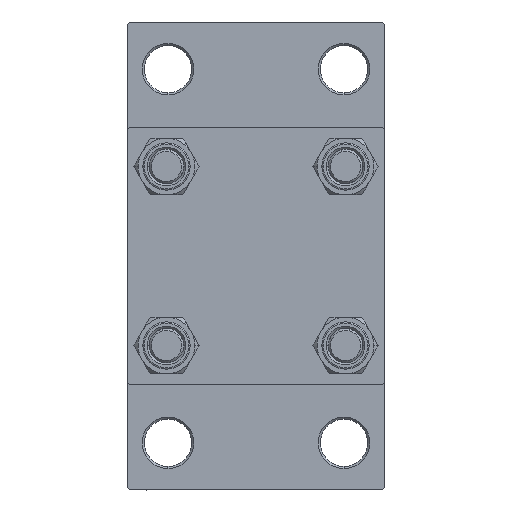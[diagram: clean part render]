
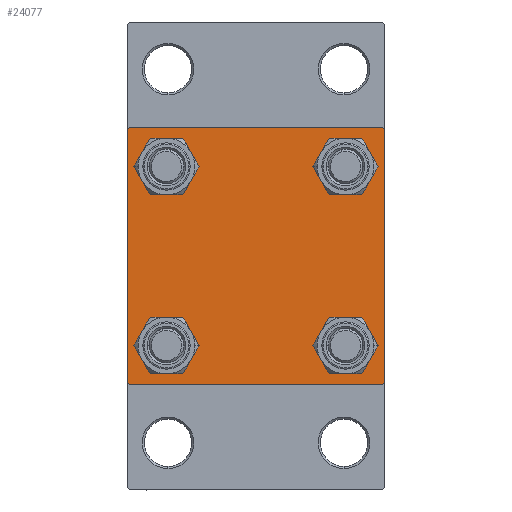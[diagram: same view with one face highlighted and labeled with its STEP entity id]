
A CAD part, left-side view. The second image highlights one B-rep face of the part: STEP entity #24077.
In plain terms, the highlighted planar face has unit normal (-1, 0, 0).
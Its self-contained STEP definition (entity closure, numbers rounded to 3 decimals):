
#791 = CARTESIAN_POINT ( 'NONE',  ( 0., -30., 29.5 ) ) ;
#2116 = FACE_BOUND ( 'NONE', #12589, .T. ) ;
#2265 = VERTEX_POINT ( 'NONE', #31009 ) ;
#2739 = CARTESIAN_POINT ( 'NONE',  ( 0., -29.75, -29.75 ) ) ;
#3314 = CARTESIAN_POINT ( 'NONE',  ( 0., -20.85, 20.85 ) ) ;
#3444 = CIRCLE ( 'NONE', #18720, 4.5 ) ;
#3460 = VERTEX_POINT ( 'NONE', #42443 ) ;
#3965 = CARTESIAN_POINT ( 'NONE',  ( 0., 29.75, 29.75 ) ) ;
#4051 = EDGE_LOOP ( 'NONE', ( #4161, #13234 ) ) ;
#4161 = ORIENTED_EDGE ( 'NONE', *, *, #12864, .T. ) ;
#4185 = CARTESIAN_POINT ( 'NONE',  ( 0., -20.85, -16.35 ) ) ;
#4251 = LINE ( 'NONE', #33406, #30294 ) ;
#5616 = EDGE_CURVE ( 'NONE', #15385, #31555, #14376, .T. ) ;
#5699 = FACE_BOUND ( 'NONE', #31044, .T. ) ;
#6887 = AXIS2_PLACEMENT_3D ( 'NONE', #16345, #20170, #13468 ) ;
#7057 = EDGE_CURVE ( 'NONE', #26156, #14781, #21432, .T. ) ;
#7194 = CARTESIAN_POINT ( 'NONE',  ( 0., 29.5, 30. ) ) ;
#7985 = AXIS2_PLACEMENT_3D ( 'NONE', #31692, #39113, #20942 ) ;
#8145 = PLANE ( 'NONE',  #31137 ) ;
#8565 = EDGE_LOOP ( 'NONE', ( #29030, #10646, #21338, #38111, #33662, #44987, #46584, #9451 ) ) ;
#9451 = ORIENTED_EDGE ( 'NONE', *, *, #36251, .T. ) ;
#9663 = DIRECTION ( 'NONE',  ( 0., -0.707, -0.707 ) ) ;
#9914 = VECTOR ( 'NONE', #43575, 1000. ) ;
#10646 = ORIENTED_EDGE ( 'NONE', *, *, #13374, .T. ) ;
#10839 = DIRECTION ( 'NONE',  ( 0., 0., 1. ) ) ;
#11064 = VECTOR ( 'NONE', #22436, 1000. ) ;
#11633 = EDGE_CURVE ( 'NONE', #13691, #14781, #43303, .T. ) ;
#11816 = VECTOR ( 'NONE', #9663, 1000. ) ;
#12331 = AXIS2_PLACEMENT_3D ( 'NONE', #21962, #40124, #43691 ) ;
#12543 = VECTOR ( 'NONE', #14138, 1000. ) ;
#12589 = EDGE_LOOP ( 'NONE', ( #39506, #39267 ) ) ;
#12864 = EDGE_CURVE ( 'NONE', #40205, #44012, #41566, .T. ) ;
#12869 = CARTESIAN_POINT ( 'NONE',  ( 0., 0., 0. ) ) ;
#13165 = VERTEX_POINT ( 'NONE', #18992 ) ;
#13234 = ORIENTED_EDGE ( 'NONE', *, *, #32998, .T. ) ;
#13374 = EDGE_CURVE ( 'NONE', #13165, #2265, #45969, .T. ) ;
#13468 = DIRECTION ( 'NONE',  ( 0., 0., 1. ) ) ;
#13691 = VERTEX_POINT ( 'NONE', #791 ) ;
#13944 = EDGE_CURVE ( 'NONE', #37663, #13165, #40614, .T. ) ;
#14055 = DIRECTION ( 'NONE',  ( 0., 0., 1. ) ) ;
#14138 = DIRECTION ( 'NONE',  ( 0., 0.707, 0.707 ) ) ;
#14376 = CIRCLE ( 'NONE', #18167, 4.5 ) ;
#14709 = DIRECTION ( 'NONE',  ( 0., 0.707, -0.707 ) ) ;
#14781 = VERTEX_POINT ( 'NONE', #33196 ) ;
#15385 = VERTEX_POINT ( 'NONE', #22990 ) ;
#15845 = CARTESIAN_POINT ( 'NONE',  ( 0., 30., 29.5 ) ) ;
#15973 = AXIS2_PLACEMENT_3D ( 'NONE', #37099, #40235, #10839 ) ;
#16079 = EDGE_CURVE ( 'NONE', #31555, #15385, #28595, .T. ) ;
#16345 = CARTESIAN_POINT ( 'NONE',  ( 0., 20.85, -20.85 ) ) ;
#16587 = ORIENTED_EDGE ( 'NONE', *, *, #35559, .T. ) ;
#17107 = VERTEX_POINT ( 'NONE', #19073 ) ;
#17398 = VECTOR ( 'NONE', #21572, 1000. ) ;
#17595 = CARTESIAN_POINT ( 'NONE',  ( 0., -20.85, 25.35 ) ) ;
#17881 = DIRECTION ( 'NONE',  ( 1., 0., 0. ) ) ;
#18167 = AXIS2_PLACEMENT_3D ( 'NONE', #3314, #17881, #14055 ) ;
#18366 = DIRECTION ( 'NONE',  ( 0., 0., -1. ) ) ;
#18720 = AXIS2_PLACEMENT_3D ( 'NONE', #20912, #28317, #24511 ) ;
#18992 = CARTESIAN_POINT ( 'NONE',  ( 0., 30., -29.5 ) ) ;
#19073 = CARTESIAN_POINT ( 'NONE',  ( 0., -30., -29.5 ) ) ;
#20170 = DIRECTION ( 'NONE',  ( 1., 0., 0. ) ) ;
#20528 = CARTESIAN_POINT ( 'NONE',  ( 0., -20.85, -20.85 ) ) ;
#20912 = CARTESIAN_POINT ( 'NONE',  ( 0., -20.85, -20.85 ) ) ;
#20942 = DIRECTION ( 'NONE',  ( 0., 0., 1. ) ) ;
#21146 = LINE ( 'NONE', #2739, #9914 ) ;
#21338 = ORIENTED_EDGE ( 'NONE', *, *, #24767, .T. ) ;
#21432 = LINE ( 'NONE', #28581, #29662 ) ;
#21572 = DIRECTION ( 'NONE',  ( 0., -1., 0. ) ) ;
#21962 = CARTESIAN_POINT ( 'NONE',  ( 0., 20.85, 20.85 ) ) ;
#22216 = CARTESIAN_POINT ( 'NONE',  ( 0., 30., 30. ) ) ;
#22363 = LINE ( 'NONE', #3965, #27621 ) ;
#22436 = DIRECTION ( 'NONE',  ( 0., 0., -1. ) ) ;
#22990 = CARTESIAN_POINT ( 'NONE',  ( 0., -20.85, 16.35 ) ) ;
#23209 = EDGE_CURVE ( 'NONE', #13691, #17107, #4251, .T. ) ;
#24077 = ADVANCED_FACE ( 'NONE', ( #5699, #2116, #40655, #37296, #31023 ), #8145, .T. ) ;
#24465 = VERTEX_POINT ( 'NONE', #24523 ) ;
#24511 = DIRECTION ( 'NONE',  ( 0., 0., 1. ) ) ;
#24523 = CARTESIAN_POINT ( 'NONE',  ( 0., 20.85, 16.35 ) ) ;
#24702 = CARTESIAN_POINT ( 'NONE',  ( 0., 29.75, -29.75 ) ) ;
#24767 = EDGE_CURVE ( 'NONE', #2265, #42726, #30083, .T. ) ;
#24922 = EDGE_CURVE ( 'NONE', #33304, #40252, #34977, .T. ) ;
#26044 = CARTESIAN_POINT ( 'NONE',  ( 0., -20.85, -25.35 ) ) ;
#26156 = VERTEX_POINT ( 'NONE', #7194 ) ;
#27337 = ORIENTED_EDGE ( 'NONE', *, *, #5616, .T. ) ;
#27621 = VECTOR ( 'NONE', #14709, 1000. ) ;
#27624 = CARTESIAN_POINT ( 'NONE',  ( 0., -29.5, -30. ) ) ;
#28164 = CARTESIAN_POINT ( 'NONE',  ( 0., 20.85, -20.85 ) ) ;
#28176 = EDGE_CURVE ( 'NONE', #42726, #17107, #21146, .T. ) ;
#28317 = DIRECTION ( 'NONE',  ( 1., 0., 0. ) ) ;
#28581 = CARTESIAN_POINT ( 'NONE',  ( 0., 30., 30. ) ) ;
#28595 = CIRCLE ( 'NONE', #7985, 4.5 ) ;
#28822 = DIRECTION ( 'NONE',  ( 0., -1., 0. ) ) ;
#29030 = ORIENTED_EDGE ( 'NONE', *, *, #13944, .T. ) ;
#29662 = VECTOR ( 'NONE', #28822, 1000. ) ;
#29745 = CIRCLE ( 'NONE', #6887, 4.5 ) ;
#30083 = LINE ( 'NONE', #44411, #17398 ) ;
#30294 = VECTOR ( 'NONE', #18366, 1000. ) ;
#31009 = CARTESIAN_POINT ( 'NONE',  ( 0., 29.5, -30. ) ) ;
#31023 = FACE_OUTER_BOUND ( 'NONE', #8565, .T. ) ;
#31044 = EDGE_LOOP ( 'NONE', ( #31083, #27337 ) ) ;
#31083 = ORIENTED_EDGE ( 'NONE', *, *, #16079, .T. ) ;
#31137 = AXIS2_PLACEMENT_3D ( 'NONE', #12869, #33471, #31262 ) ;
#31262 = DIRECTION ( 'NONE',  ( 0., 0., 1. ) ) ;
#31555 = VERTEX_POINT ( 'NONE', #17595 ) ;
#31612 = CARTESIAN_POINT ( 'NONE',  ( 0., -29.75, 29.75 ) ) ;
#31692 = CARTESIAN_POINT ( 'NONE',  ( 0., -20.85, 20.85 ) ) ;
#31934 = EDGE_CURVE ( 'NONE', #3460, #24465, #41939, .T. ) ;
#32688 = AXIS2_PLACEMENT_3D ( 'NONE', #20528, #42504, #45359 ) ;
#32911 = CIRCLE ( 'NONE', #12331, 4.5 ) ;
#32998 = EDGE_CURVE ( 'NONE', #44012, #40205, #29745, .T. ) ;
#33196 = CARTESIAN_POINT ( 'NONE',  ( 0., -29.5, 30. ) ) ;
#33304 = VERTEX_POINT ( 'NONE', #26044 ) ;
#33406 = CARTESIAN_POINT ( 'NONE',  ( 0., -30., 30. ) ) ;
#33471 = DIRECTION ( 'NONE',  ( -1., 0., 0. ) ) ;
#33662 = ORIENTED_EDGE ( 'NONE', *, *, #23209, .F. ) ;
#34977 = CIRCLE ( 'NONE', #32688, 4.5 ) ;
#35516 = CARTESIAN_POINT ( 'NONE',  ( 0., 20.85, -16.35 ) ) ;
#35559 = EDGE_CURVE ( 'NONE', #24465, #3460, #32911, .T. ) ;
#36130 = CARTESIAN_POINT ( 'NONE',  ( 0., 20.85, -25.35 ) ) ;
#36251 = EDGE_CURVE ( 'NONE', #26156, #37663, #22363, .T. ) ;
#36751 = DIRECTION ( 'NONE',  ( 0., 0., 1. ) ) ;
#37099 = CARTESIAN_POINT ( 'NONE',  ( 0., 20.85, 20.85 ) ) ;
#37296 = FACE_BOUND ( 'NONE', #41075, .T. ) ;
#37663 = VERTEX_POINT ( 'NONE', #15845 ) ;
#38111 = ORIENTED_EDGE ( 'NONE', *, *, #28176, .T. ) ;
#39113 = DIRECTION ( 'NONE',  ( 1., 0., 0. ) ) ;
#39267 = ORIENTED_EDGE ( 'NONE', *, *, #24922, .T. ) ;
#39506 = ORIENTED_EDGE ( 'NONE', *, *, #43465, .T. ) ;
#40105 = ORIENTED_EDGE ( 'NONE', *, *, #31934, .T. ) ;
#40124 = DIRECTION ( 'NONE',  ( 1., 0., 0. ) ) ;
#40205 = VERTEX_POINT ( 'NONE', #35516 ) ;
#40235 = DIRECTION ( 'NONE',  ( 1., 0., 0. ) ) ;
#40252 = VERTEX_POINT ( 'NONE', #4185 ) ;
#40614 = LINE ( 'NONE', #22216, #11064 ) ;
#40655 = FACE_BOUND ( 'NONE', #4051, .T. ) ;
#41075 = EDGE_LOOP ( 'NONE', ( #40105, #16587 ) ) ;
#41566 = CIRCLE ( 'NONE', #46116, 4.5 ) ;
#41939 = CIRCLE ( 'NONE', #15973, 4.5 ) ;
#42443 = CARTESIAN_POINT ( 'NONE',  ( 0., 20.85, 25.35 ) ) ;
#42504 = DIRECTION ( 'NONE',  ( 1., 0., 0. ) ) ;
#42726 = VERTEX_POINT ( 'NONE', #27624 ) ;
#43303 = LINE ( 'NONE', #31612, #12543 ) ;
#43465 = EDGE_CURVE ( 'NONE', #40252, #33304, #3444, .T. ) ;
#43575 = DIRECTION ( 'NONE',  ( 0., -0.707, 0.707 ) ) ;
#43691 = DIRECTION ( 'NONE',  ( 0., 0., 1. ) ) ;
#44012 = VERTEX_POINT ( 'NONE', #36130 ) ;
#44411 = CARTESIAN_POINT ( 'NONE',  ( 0., 30., -30. ) ) ;
#44987 = ORIENTED_EDGE ( 'NONE', *, *, #11633, .T. ) ;
#45359 = DIRECTION ( 'NONE',  ( 0., 0., 1. ) ) ;
#45969 = LINE ( 'NONE', #24702, #11816 ) ;
#46116 = AXIS2_PLACEMENT_3D ( 'NONE', #28164, #47002, #36751 ) ;
#46584 = ORIENTED_EDGE ( 'NONE', *, *, #7057, .F. ) ;
#47002 = DIRECTION ( 'NONE',  ( 1., 0., 0. ) ) ;
